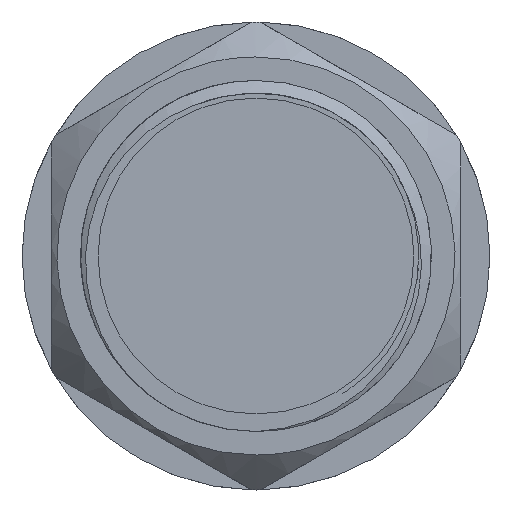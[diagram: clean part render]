
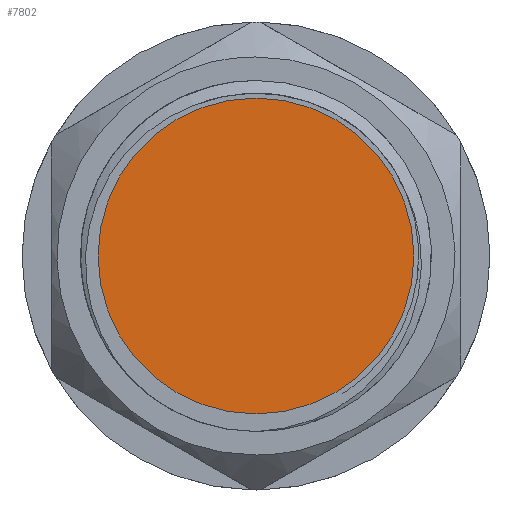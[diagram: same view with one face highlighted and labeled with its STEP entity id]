
A CAD part, left-side view. The second image highlights one B-rep face of the part: STEP entity #7802.
In plain terms, the highlighted planar face has unit normal (-1, 0, 0).
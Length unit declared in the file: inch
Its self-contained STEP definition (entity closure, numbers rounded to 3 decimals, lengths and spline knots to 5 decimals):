
#249 = AXIS2_PLACEMENT_3D ( 'NONE', #11795, #10834, #5814 ) ;
#517 = CIRCLE ( 'NONE', #7752, 0.5315 ) ;
#588 = CARTESIAN_POINT ( 'NONE',  ( -9.6736, 0., 6.00254 ) ) ;
#590 = EDGE_CURVE ( 'NONE', #11812, #5485, #517, .T. ) ;
#1064 = CIRCLE ( 'NONE', #249, 0.5315 ) ;
#1144 = FACE_OUTER_BOUND ( 'NONE', #4422, .T. ) ;
#1609 = EDGE_CURVE ( 'NONE', #5485, #11812, #1064, .T. ) ;
#2142 = CARTESIAN_POINT ( 'NONE',  ( -9.6736, 0., 7.06553 ) ) ;
#2402 = ORIENTED_EDGE ( 'NONE', *, *, #590, .F. ) ;
#3177 = DIRECTION ( 'NONE',  ( 0., 0., -1. ) ) ;
#4133 = CARTESIAN_POINT ( 'NONE',  ( -9.6736, 0., 6.53404 ) ) ;
#4422 = EDGE_LOOP ( 'NONE', ( #2402, #10587 ) ) ;
#4979 = PLANE ( 'NONE',  #5323 ) ;
#5323 = AXIS2_PLACEMENT_3D ( 'NONE', #5851, #5985, #9912 ) ;
#5485 = VERTEX_POINT ( 'NONE', #2142 ) ;
#5814 = DIRECTION ( 'NONE',  ( 0., 0., -1. ) ) ;
#5851 = CARTESIAN_POINT ( 'NONE',  ( -9.6736, 0., 6.53404 ) ) ;
#5985 = DIRECTION ( 'NONE',  ( 1., 0., 0. ) ) ;
#7752 = AXIS2_PLACEMENT_3D ( 'NONE', #4133, #8001, #3177 ) ;
#7802 = ADVANCED_FACE ( 'NONE', ( #1144 ), #4979, .F. ) ;
#8001 = DIRECTION ( 'NONE',  ( 1., 0., 0. ) ) ;
#9912 = DIRECTION ( 'NONE',  ( 0., 0., -1. ) ) ;
#10587 = ORIENTED_EDGE ( 'NONE', *, *, #1609, .F. ) ;
#10834 = DIRECTION ( 'NONE',  ( 1., 0., 0. ) ) ;
#11795 = CARTESIAN_POINT ( 'NONE',  ( -9.6736, 0., 6.53404 ) ) ;
#11812 = VERTEX_POINT ( 'NONE', #588 ) ;
